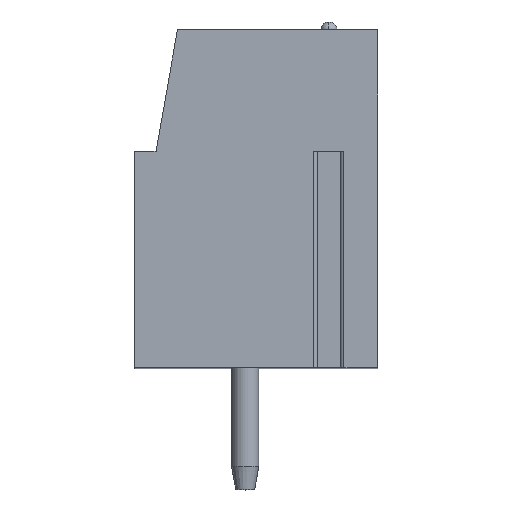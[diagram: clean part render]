
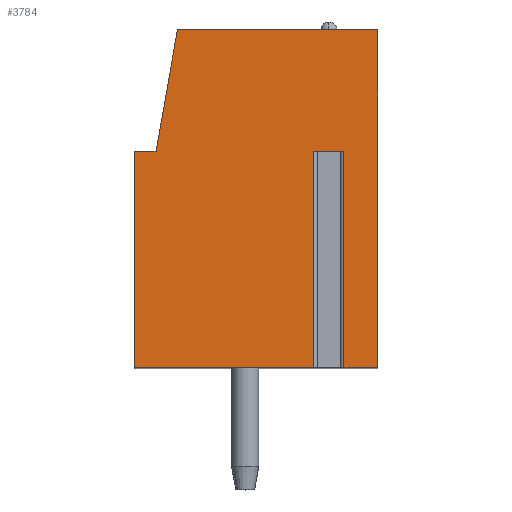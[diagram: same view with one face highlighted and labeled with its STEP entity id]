
A CAD part, top view. The second image highlights one B-rep face of the part: STEP entity #3784.
In plain terms, the highlighted planar face has unit normal (0, 0, 1).
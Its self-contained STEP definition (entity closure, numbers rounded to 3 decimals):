
#13=DIRECTION('',(-1.,0.,0.));
#14=VECTOR('',#13,1.112);
#15=CARTESIAN_POINT('',(3.256,1.75,17.78));
#16=LINE('',#15,#14);
#17=DIRECTION('',(0.,-1.,0.));
#18=VECTOR('',#17,8.);
#19=CARTESIAN_POINT('',(2.144,1.75,17.78));
#20=LINE('',#19,#18);
#21=DIRECTION('',(1.,0.,0.));
#22=VECTOR('',#21,6.644);
#23=CARTESIAN_POINT('',(-4.5,-6.25,17.78));
#24=LINE('',#23,#22);
#25=DIRECTION('',(0.,-1.,0.));
#26=VECTOR('',#25,8.);
#27=CARTESIAN_POINT('',(-4.5,1.75,17.78));
#28=LINE('',#27,#26);
#29=DIRECTION('',(-1.,0.,0.));
#30=VECTOR('',#29,0.8);
#31=CARTESIAN_POINT('',(-3.7,1.75,17.78));
#32=LINE('',#31,#30);
#33=DIRECTION('',(-0.174,-0.985,0.));
#34=VECTOR('',#33,4.569);
#35=CARTESIAN_POINT('',(-2.907,6.25,17.78));
#36=LINE('',#35,#34);
#37=DIRECTION('',(-1.,0.,0.));
#38=VECTOR('',#37,7.407);
#39=CARTESIAN_POINT('',(4.5,6.25,17.78));
#40=LINE('',#39,#38);
#41=DIRECTION('',(0.,1.,0.));
#42=VECTOR('',#41,12.5);
#43=CARTESIAN_POINT('',(4.5,-6.25,17.78));
#44=LINE('',#43,#42);
#45=DIRECTION('',(1.,0.,0.));
#46=VECTOR('',#45,1.244);
#47=CARTESIAN_POINT('',(3.256,-6.25,17.78));
#48=LINE('',#47,#46);
#49=DIRECTION('',(0.,-1.,0.));
#50=VECTOR('',#49,8.);
#51=CARTESIAN_POINT('',(3.256,1.75,17.78));
#52=LINE('',#51,#50);
#2969=CARTESIAN_POINT('',(-3.7,1.75,17.78));
#2970=CARTESIAN_POINT('',(-4.5,1.75,17.78));
#2971=VERTEX_POINT('',#2969);
#2972=VERTEX_POINT('',#2970);
#2973=CARTESIAN_POINT('',(-4.5,-6.25,17.78));
#2974=VERTEX_POINT('',#2973);
#2975=CARTESIAN_POINT('',(4.5,-6.25,17.78));
#2976=CARTESIAN_POINT('',(4.5,6.25,17.78));
#2977=VERTEX_POINT('',#2975);
#2978=VERTEX_POINT('',#2976);
#2979=CARTESIAN_POINT('',(-2.907,6.25,17.78));
#2980=VERTEX_POINT('',#2979);
#3029=CARTESIAN_POINT('',(3.256,1.75,17.78));
#3030=CARTESIAN_POINT('',(2.144,1.75,17.78));
#3031=VERTEX_POINT('',#3029);
#3032=VERTEX_POINT('',#3030);
#3033=CARTESIAN_POINT('',(2.144,-6.25,17.78));
#3034=VERTEX_POINT('',#3033);
#3035=CARTESIAN_POINT('',(3.256,-6.25,17.78));
#3036=VERTEX_POINT('',#3035);
#3757=CARTESIAN_POINT('',(0.,0.,17.78));
#3758=DIRECTION('',(0.,0.,1.));
#3759=DIRECTION('',(1.,0.,0.));
#3760=AXIS2_PLACEMENT_3D('',#3757,#3758,#3759);
#3761=PLANE('',#3760);
#3763=ORIENTED_EDGE('',*,*,#3762,.T.);
#3765=ORIENTED_EDGE('',*,*,#3764,.T.);
#3767=ORIENTED_EDGE('',*,*,#3766,.F.);
#3769=ORIENTED_EDGE('',*,*,#3768,.F.);
#3771=ORIENTED_EDGE('',*,*,#3770,.F.);
#3773=ORIENTED_EDGE('',*,*,#3772,.F.);
#3775=ORIENTED_EDGE('',*,*,#3774,.F.);
#3777=ORIENTED_EDGE('',*,*,#3776,.F.);
#3779=ORIENTED_EDGE('',*,*,#3778,.F.);
#3781=ORIENTED_EDGE('',*,*,#3780,.F.);
#3782=EDGE_LOOP('',(#3763,#3765,#3767,#3769,#3771,#3773,#3775,#3777,#3779,
#3781));
#3783=FACE_OUTER_BOUND('',#3782,.F.);
#3762=EDGE_CURVE('',#3031,#3032,#16,.T.);
#3764=EDGE_CURVE('',#3032,#3034,#20,.T.);
#3766=EDGE_CURVE('',#2974,#3034,#24,.T.);
#3768=EDGE_CURVE('',#2972,#2974,#28,.T.);
#3770=EDGE_CURVE('',#2971,#2972,#32,.T.);
#3772=EDGE_CURVE('',#2980,#2971,#36,.T.);
#3774=EDGE_CURVE('',#2978,#2980,#40,.T.);
#3776=EDGE_CURVE('',#2977,#2978,#44,.T.);
#3778=EDGE_CURVE('',#3036,#2977,#48,.T.);
#3780=EDGE_CURVE('',#3031,#3036,#52,.T.);
#3784=ADVANCED_FACE('',(#3783),#3761,.T.);
